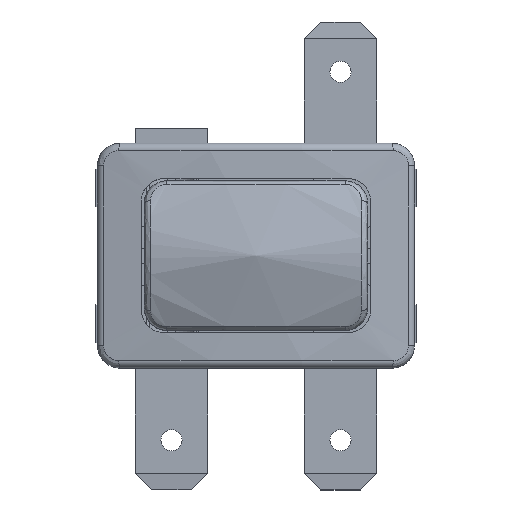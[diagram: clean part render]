
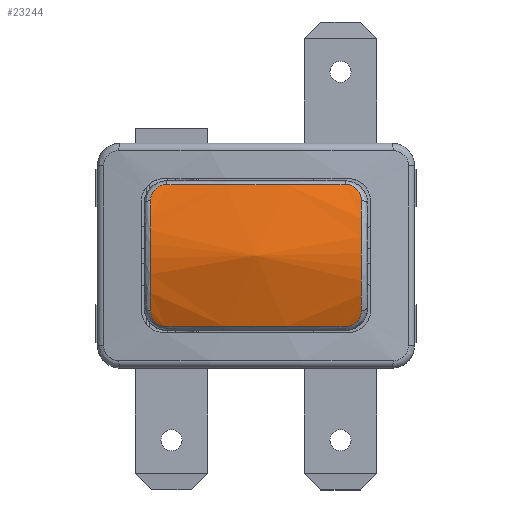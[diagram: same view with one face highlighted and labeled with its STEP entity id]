
A CAD part, top view. The second image highlights one B-rep face of the part: STEP entity #23244.
In plain terms, the highlighted free-form (B-spline) face has degree [2, 2] with [3, 9] control points.
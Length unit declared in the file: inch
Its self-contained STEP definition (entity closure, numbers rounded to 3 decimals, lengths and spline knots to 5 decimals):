
#23=(
BOUNDED_SURFACE()
B_SPLINE_SURFACE(2,2,((#32419,#32420,#32421,#32422,#32423,#32424,#32425,
#32426,#32427),(#32428,#32429,#32430,#32431,#32432,#32433,#32434,#32435,
#32436),(#32437,#32438,#32439,#32440,#32441,#32442,#32443,#32444,#32445)),
 .UNSPECIFIED.,.F.,.T.,.F.)
B_SPLINE_SURFACE_WITH_KNOTS((3,3),(3,2,2,2,3),(2.03907,3.14159),
(0.,1.5708,3.14159,4.71239,6.28319),
 .UNSPECIFIED.)
GEOMETRIC_REPRESENTATION_ITEM()
RATIONAL_B_SPLINE_SURFACE(((1.,0.707,1.,0.707,1.,
0.707,1.,0.707,1.),(0.852,0.602,
0.852,0.602,0.852,0.602,
0.852,0.602,0.852),(1.,0.707,
1.,0.707,1.,0.707,1.,0.707,1.)))
REPRESENTATION_ITEM('')
SURFACE()
);
#322=B_SPLINE_CURVE_WITH_KNOTS('',3,(#32124,#32125,#32126,#32127,#32128,
#32129),.UNSPECIFIED.,.F.,.F.,(4,1,1,4),(-0.16214,-0.09265,
-0.04632,0.),.UNSPECIFIED.);
#324=B_SPLINE_CURVE_WITH_KNOTS('',3,(#32163,#32164,#32165,#32166,#32167),
 .UNSPECIFIED.,.F.,.F.,(4,1,4),(-0.70608,-0.40347,0.),
 .UNSPECIFIED.);
#326=B_SPLINE_CURVE_WITH_KNOTS('',3,(#32195,#32196,#32197,#32198),
 .UNSPECIFIED.,.F.,.F.,(4,4),(-1.18,0.),.UNSPECIFIED.);
#328=B_SPLINE_CURVE_WITH_KNOTS('',3,(#32238,#32239,#32240,#32241,#32242,
#32243),.UNSPECIFIED.,.F.,.F.,(4,1,1,4),(-0.16203,-0.11574,
-0.06944,0.),.UNSPECIFIED.);
#330=B_SPLINE_CURVE_WITH_KNOTS('',3,(#32283,#32284,#32285,#32286,#32287,
#32288),.UNSPECIFIED.,.F.,.F.,(4,1,1,4),(-0.16213,-0.12739,
-0.09265,0.),.UNSPECIFIED.);
#332=B_SPLINE_CURVE_WITH_KNOTS('',3,(#32316,#32317,#32318,#32319),
 .UNSPECIFIED.,.F.,.F.,(4,4),(-1.18,0.),.UNSPECIFIED.);
#334=B_SPLINE_CURVE_WITH_KNOTS('',3,(#32353,#32354,#32355,#32356,#32357),
 .UNSPECIFIED.,.F.,.F.,(4,1,4),(-0.70608,-0.40348,0.),
 .UNSPECIFIED.);
#336=B_SPLINE_CURVE_WITH_KNOTS('',3,(#32394,#32395,#32396,#32397,#32398,
#32399),.UNSPECIFIED.,.F.,.F.,(4,1,1,4),(-0.16203,-0.09259,
-0.04629,0.),.UNSPECIFIED.);
#924=FACE_OUTER_BOUND('',#2161,.T.);
#2161=EDGE_LOOP('',(#15958,#15959,#15960,#15961,#15962,#15963,#15964,#15965));
#9710=VERTEX_POINT('',#32112);
#9713=VERTEX_POINT('',#32122);
#9715=VERTEX_POINT('',#32161);
#9716=VERTEX_POINT('',#32188);
#9719=VERTEX_POINT('',#32236);
#9720=VERTEX_POINT('',#32274);
#9723=VERTEX_POINT('',#32314);
#9724=VERTEX_POINT('',#32345);
#12135=EDGE_CURVE('',#9713,#9710,#322,.T.);
#12138=EDGE_CURVE('',#9715,#9713,#324,.T.);
#12141=EDGE_CURVE('',#9710,#9716,#326,.T.);
#12144=EDGE_CURVE('',#9719,#9715,#328,.T.);
#12147=EDGE_CURVE('',#9716,#9720,#330,.T.);
#12150=EDGE_CURVE('',#9723,#9719,#332,.T.);
#12153=EDGE_CURVE('',#9720,#9724,#334,.T.);
#12155=EDGE_CURVE('',#9724,#9723,#336,.T.);
#15958=ORIENTED_EDGE('',*,*,#12135,.F.);
#15959=ORIENTED_EDGE('',*,*,#12138,.F.);
#15960=ORIENTED_EDGE('',*,*,#12144,.F.);
#15961=ORIENTED_EDGE('',*,*,#12150,.F.);
#15962=ORIENTED_EDGE('',*,*,#12155,.F.);
#15963=ORIENTED_EDGE('',*,*,#12153,.F.);
#15964=ORIENTED_EDGE('',*,*,#12147,.F.);
#15965=ORIENTED_EDGE('',*,*,#12141,.F.);
#23244=ADVANCED_FACE('',(#924),#23,.F.);
#32112=CARTESIAN_POINT('',(-0.23491,0.18498,0.30241));
#32122=CARTESIAN_POINT('',(-0.27488,0.14341,0.31648));
#32124=CARTESIAN_POINT('Ctrl Pts',(-0.27488,0.14341,
0.31648));
#32125=CARTESIAN_POINT('Ctrl Pts',(-0.27485,0.15228,
0.31272));
#32126=CARTESIAN_POINT('Ctrl Pts',(-0.27018,0.16724,0.30645));
#32127=CARTESIAN_POINT('Ctrl Pts',(-0.25345,0.18192,
0.30125));
#32128=CARTESIAN_POINT('Ctrl Pts',(-0.24098,0.18498,
0.30147));
#32129=CARTESIAN_POINT('Ctrl Pts',(-0.23491,0.18498,0.30241));
#32161=CARTESIAN_POINT('',(-0.27488,-0.14341,0.31648));
#32163=CARTESIAN_POINT('Ctrl Pts',(-0.27488,-0.14341,
0.31648));
#32164=CARTESIAN_POINT('Ctrl Pts',(-0.275,-0.10482,
0.33284));
#32165=CARTESIAN_POINT('Ctrl Pts',(-0.27516,-0.00822,
0.3557));
#32166=CARTESIAN_POINT('Ctrl Pts',(-0.27504,0.09195,
0.33829));
#32167=CARTESIAN_POINT('Ctrl Pts',(-0.27488,0.14341,
0.31648));
#32188=CARTESIAN_POINT('',(0.23492,0.18498,0.30227));
#32195=CARTESIAN_POINT('Ctrl Pts',(-0.23491,0.18498,
0.30241));
#32196=CARTESIAN_POINT('Ctrl Pts',(-0.08016,0.18498,
0.32648));
#32197=CARTESIAN_POINT('Ctrl Pts',(0.08018,0.18498,
0.32643));
#32198=CARTESIAN_POINT('Ctrl Pts',(0.23492,0.18498,
0.30227));
#32236=CARTESIAN_POINT('',(-0.23491,-0.18498,0.30241));
#32238=CARTESIAN_POINT('Ctrl Pts',(-0.23491,-0.18498,
0.30241));
#32239=CARTESIAN_POINT('Ctrl Pts',(-0.24098,-0.18498,
0.30147));
#32240=CARTESIAN_POINT('Ctrl Pts',(-0.25343,-0.18191,
0.30125));
#32241=CARTESIAN_POINT('Ctrl Pts',(-0.27015,-0.16729,
0.30642));
#32242=CARTESIAN_POINT('Ctrl Pts',(-0.27485,-0.15227,
0.31272));
#32243=CARTESIAN_POINT('Ctrl Pts',(-0.27488,-0.14341,
0.31648));
#32274=CARTESIAN_POINT('',(0.27489,0.14341,0.31631));
#32283=CARTESIAN_POINT('Ctrl Pts',(0.23492,0.18498,
0.30227));
#32284=CARTESIAN_POINT('Ctrl Pts',(0.23947,0.18498,0.30156));
#32285=CARTESIAN_POINT('Ctrl Pts',(0.24873,0.18331,
0.30103));
#32286=CARTESIAN_POINT('Ctrl Pts',(0.26778,0.17186,
0.3043));
#32287=CARTESIAN_POINT('Ctrl Pts',(0.27485,0.15523,
0.3113));
#32288=CARTESIAN_POINT('Ctrl Pts',(0.27489,0.14341,
0.31631));
#32314=CARTESIAN_POINT('',(0.23492,-0.18498,0.30227));
#32316=CARTESIAN_POINT('Ctrl Pts',(0.23492,-0.18498,
0.30227));
#32317=CARTESIAN_POINT('Ctrl Pts',(0.08018,-0.18498,
0.32643));
#32318=CARTESIAN_POINT('Ctrl Pts',(-0.08016,-0.18498,
0.32648));
#32319=CARTESIAN_POINT('Ctrl Pts',(-0.23491,-0.18498,
0.30241));
#32345=CARTESIAN_POINT('',(0.27489,-0.14341,0.31631));
#32353=CARTESIAN_POINT('Ctrl Pts',(0.27489,0.14341,
0.31631));
#32354=CARTESIAN_POINT('Ctrl Pts',(0.27501,0.10482,0.33267));
#32355=CARTESIAN_POINT('Ctrl Pts',(0.27517,0.00686,
0.35556));
#32356=CARTESIAN_POINT('Ctrl Pts',(0.27505,-0.09195,
0.33813));
#32357=CARTESIAN_POINT('Ctrl Pts',(0.27489,-0.14341,
0.31631));
#32394=CARTESIAN_POINT('Ctrl Pts',(0.27489,-0.14341,
0.31631));
#32395=CARTESIAN_POINT('Ctrl Pts',(0.27486,-0.15227,
0.31256));
#32396=CARTESIAN_POINT('Ctrl Pts',(0.27016,-0.16729,
0.30626));
#32397=CARTESIAN_POINT('Ctrl Pts',(0.25344,-0.18191,
0.3011));
#32398=CARTESIAN_POINT('Ctrl Pts',(0.24099,-0.18498,
0.30132));
#32399=CARTESIAN_POINT('Ctrl Pts',(0.23492,-0.18498,
0.30227));
#32419=CARTESIAN_POINT('Ctrl Pts',(1.51923,0.19488,-1.20504));
#32420=CARTESIAN_POINT('Ctrl Pts',(1.51924,0.19488,0.31464));
#32421=CARTESIAN_POINT('Ctrl Pts',(-0.00044,0.19488,
0.31466));
#32422=CARTESIAN_POINT('Ctrl Pts',(-1.52013,0.19488,
0.31467));
#32423=CARTESIAN_POINT('Ctrl Pts',(-1.52014,0.19488,
-1.20501));
#32424=CARTESIAN_POINT('Ctrl Pts',(-1.52016,0.19488,
-2.7247));
#32425=CARTESIAN_POINT('Ctrl Pts',(-0.00047,0.19488,
-2.72471));
#32426=CARTESIAN_POINT('Ctrl Pts',(1.51921,0.19488,-2.72473));
#32427=CARTESIAN_POINT('Ctrl Pts',(1.51923,0.19488,-1.20504));
#32428=CARTESIAN_POINT('Ctrl Pts',(1.63905,0.,
-1.20501));
#32429=CARTESIAN_POINT('Ctrl Pts',(1.63903,0.,
0.4345));
#32430=CARTESIAN_POINT('Ctrl Pts',(-0.00048,0.,
0.43448));
#32431=CARTESIAN_POINT('Ctrl Pts',(-1.63998,0.,
0.43446));
#32432=CARTESIAN_POINT('Ctrl Pts',(-1.63996,0.,
-1.20505));
#32433=CARTESIAN_POINT('Ctrl Pts',(-1.63994,0.,
-2.84455));
#32434=CARTESIAN_POINT('Ctrl Pts',(-0.00044,0.,
-2.84453));
#32435=CARTESIAN_POINT('Ctrl Pts',(1.63907,0.,
-2.84451));
#32436=CARTESIAN_POINT('Ctrl Pts',(1.63905,0.,
-1.20501));
#32437=CARTESIAN_POINT('Ctrl Pts',(1.51923,-0.19488,
-1.20504));
#32438=CARTESIAN_POINT('Ctrl Pts',(1.51924,-0.19488,
0.31464));
#32439=CARTESIAN_POINT('Ctrl Pts',(-0.00044,-0.19488,
0.31466));
#32440=CARTESIAN_POINT('Ctrl Pts',(-1.52013,-0.19488,
0.31467));
#32441=CARTESIAN_POINT('Ctrl Pts',(-1.52014,-0.19488,
-1.20501));
#32442=CARTESIAN_POINT('Ctrl Pts',(-1.52016,-0.19488,
-2.7247));
#32443=CARTESIAN_POINT('Ctrl Pts',(-0.00047,-0.19488,
-2.72471));
#32444=CARTESIAN_POINT('Ctrl Pts',(1.51921,-0.19488,
-2.72473));
#32445=CARTESIAN_POINT('Ctrl Pts',(1.51923,-0.19488,
-1.20504));
